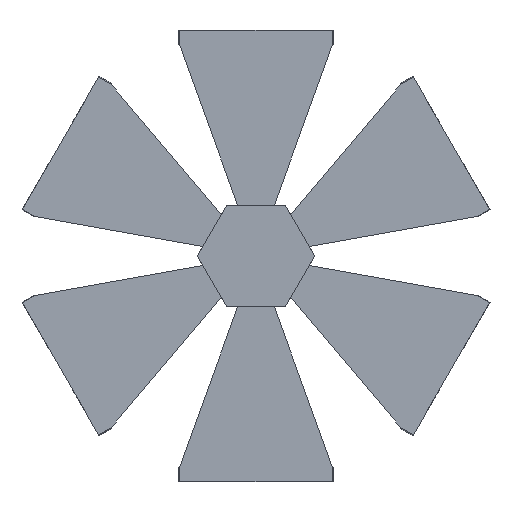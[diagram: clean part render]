
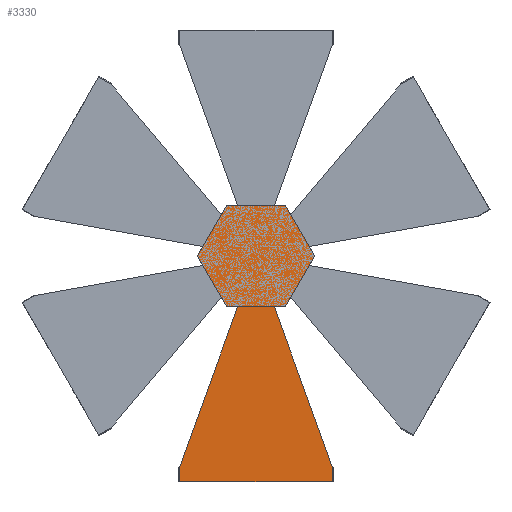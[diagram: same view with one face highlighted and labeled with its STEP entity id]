
A CAD part, front view. The second image highlights one B-rep face of the part: STEP entity #3330.
In plain terms, the highlighted planar face has unit normal (0, -1, 0).
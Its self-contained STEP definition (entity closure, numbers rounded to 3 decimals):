
#126=FACE_OUTER_BOUND('',#306,.T.);
#306=EDGE_LOOP('',(#2313,#2314,#2315,#2316,#2317,#2318,#2319,#2320,#2321,
#2322,#2323,#2324));
#457=LINE('',#4634,#901);
#461=LINE('',#4642,#905);
#464=LINE('',#4648,#908);
#467=LINE('',#4654,#911);
#470=LINE('',#4660,#914);
#473=LINE('',#4666,#917);
#476=LINE('',#4672,#920);
#479=LINE('',#4678,#923);
#482=LINE('',#4684,#926);
#509=LINE('',#4745,#953);
#526=LINE('',#4786,#970);
#530=LINE('',#4794,#974);
#901=VECTOR('',#3732,10.);
#905=VECTOR('',#3738,10.);
#908=VECTOR('',#3743,10.);
#911=VECTOR('',#3748,10.);
#914=VECTOR('',#3753,10.);
#917=VECTOR('',#3758,10.);
#920=VECTOR('',#3763,10.);
#923=VECTOR('',#3768,10.);
#926=VECTOR('',#3773,10.);
#953=VECTOR('',#3828,10.);
#970=VECTOR('',#3863,10.);
#974=VECTOR('',#3875,10.);
#1345=VERTEX_POINT('',#4632);
#1346=VERTEX_POINT('',#4633);
#1349=VERTEX_POINT('',#4641);
#1351=VERTEX_POINT('',#4647);
#1353=VERTEX_POINT('',#4653);
#1355=VERTEX_POINT('',#4659);
#1357=VERTEX_POINT('',#4665);
#1359=VERTEX_POINT('',#4671);
#1361=VERTEX_POINT('',#4677);
#1363=VERTEX_POINT('',#4683);
#1383=VERTEX_POINT('',#4743);
#1396=VERTEX_POINT('',#4778);
#1669=EDGE_CURVE('',#1345,#1346,#457,.T.);
#1673=EDGE_CURVE('',#1349,#1345,#461,.T.);
#1676=EDGE_CURVE('',#1351,#1349,#464,.T.);
#1679=EDGE_CURVE('',#1353,#1351,#467,.T.);
#1682=EDGE_CURVE('',#1355,#1353,#470,.T.);
#1685=EDGE_CURVE('',#1357,#1355,#473,.T.);
#1688=EDGE_CURVE('',#1359,#1357,#476,.T.);
#1691=EDGE_CURVE('',#1361,#1359,#479,.T.);
#1694=EDGE_CURVE('',#1361,#1363,#482,.T.);
#1725=EDGE_CURVE('',#1383,#1346,#509,.F.);
#1746=EDGE_CURVE('',#1396,#1383,#526,.F.);
#1750=EDGE_CURVE('',#1363,#1396,#530,.F.);
#2313=ORIENTED_EDGE('',*,*,#1750,.T.);
#2314=ORIENTED_EDGE('',*,*,#1746,.T.);
#2315=ORIENTED_EDGE('',*,*,#1725,.T.);
#2316=ORIENTED_EDGE('',*,*,#1669,.F.);
#2317=ORIENTED_EDGE('',*,*,#1673,.F.);
#2318=ORIENTED_EDGE('',*,*,#1676,.F.);
#2319=ORIENTED_EDGE('',*,*,#1679,.F.);
#2320=ORIENTED_EDGE('',*,*,#1682,.F.);
#2321=ORIENTED_EDGE('',*,*,#1685,.F.);
#2322=ORIENTED_EDGE('',*,*,#1688,.F.);
#2323=ORIENTED_EDGE('',*,*,#1691,.F.);
#2324=ORIENTED_EDGE('',*,*,#1694,.T.);
#3170=PLANE('',#3537);
#3330=ADVANCED_FACE('',(#126),#3170,.T.);
#3537=AXIS2_PLACEMENT_3D('',#4796,#3878,#3879);
#3732=DIRECTION('',(0.34,0.,-0.941));
#3738=DIRECTION('',(-1.,0.,0.));
#3743=DIRECTION('',(-0.5,0.,-0.866));
#3748=DIRECTION('',(0.5,0.,-0.866));
#3753=DIRECTION('',(1.,0.,0.));
#3758=DIRECTION('',(0.5,0.,0.866));
#3763=DIRECTION('',(-0.5,0.,0.866));
#3768=DIRECTION('',(-1.,0.,0.));
#3773=DIRECTION('',(-0.34,0.,-0.941));
#3828=DIRECTION('',(0.,0.,-1.));
#3863=DIRECTION('',(-1.,0.,0.));
#3875=DIRECTION('',(0.,0.,1.));
#3878=DIRECTION('center_axis',(0.,-1.,0.));
#3879=DIRECTION('ref_axis',(0.,0.,-1.));
#4632=CARTESIAN_POINT('',(6.256,-8.,-17.321));
#4633=CARTESIAN_POINT('',(26.103,-8.,-72.269));
#4634=CARTESIAN_POINT('',(0.,-8.,0.));
#4641=CARTESIAN_POINT('',(10.,-8.,-17.321));
#4642=CARTESIAN_POINT('',(10.,-8.,-17.321));
#4647=CARTESIAN_POINT('',(20.,-8.,0.));
#4648=CARTESIAN_POINT('',(20.,-8.,0.));
#4653=CARTESIAN_POINT('',(10.,-8.,17.321));
#4654=CARTESIAN_POINT('',(10.,-8.,17.321));
#4659=CARTESIAN_POINT('',(-10.,-8.,17.321));
#4660=CARTESIAN_POINT('',(-10.,-8.,17.321));
#4665=CARTESIAN_POINT('',(-20.,-8.,0.));
#4666=CARTESIAN_POINT('',(-20.,-8.,0.));
#4671=CARTESIAN_POINT('',(-10.,-8.,-17.321));
#4672=CARTESIAN_POINT('',(-10.,-8.,-17.321));
#4677=CARTESIAN_POINT('',(-6.256,-8.,-17.321));
#4678=CARTESIAN_POINT('',(10.,-8.,-17.321));
#4683=CARTESIAN_POINT('',(-26.103,-8.,-72.269));
#4684=CARTESIAN_POINT('',(0.,-8.,0.));
#4743=CARTESIAN_POINT('',(26.103,-8.,-77.069));
#4745=CARTESIAN_POINT('',(26.103,-8.,-75.919));
#4778=CARTESIAN_POINT('',(-26.103,-8.,-77.069));
#4786=CARTESIAN_POINT('',(-22.203,-8.,-77.069));
#4794=CARTESIAN_POINT('',(-26.103,-8.,-73.419));
#4796=CARTESIAN_POINT('Origin',(-18.203,-8.,-74.669));
